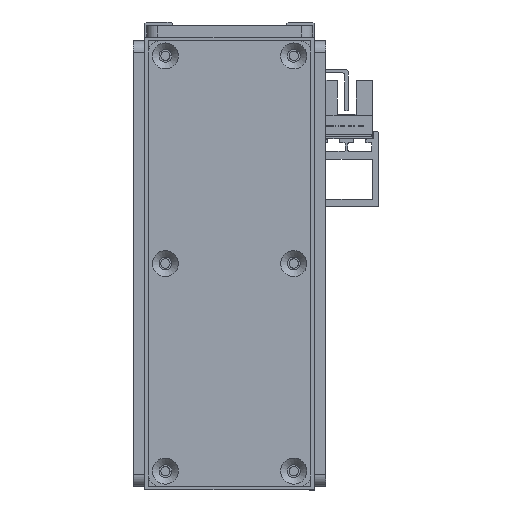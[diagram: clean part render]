
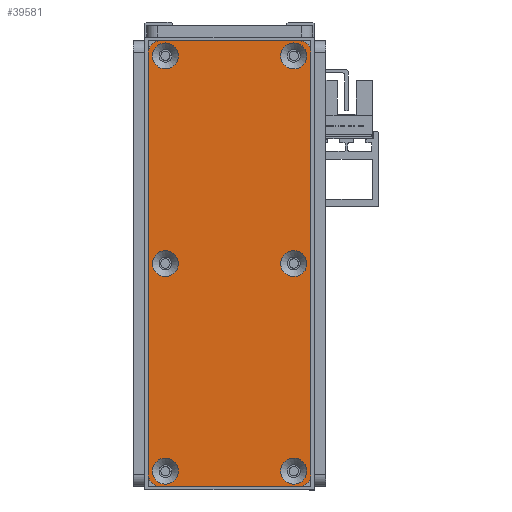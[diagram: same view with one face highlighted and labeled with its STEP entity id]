
A CAD part, front view. The second image highlights one B-rep face of the part: STEP entity #39581.
In plain terms, the highlighted face is planar.
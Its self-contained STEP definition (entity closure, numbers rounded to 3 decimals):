
#659=FACE_BOUND('',#5758,.T.);
#660=FACE_BOUND('',#5759,.T.);
#661=FACE_BOUND('',#5760,.T.);
#662=FACE_BOUND('',#5761,.T.);
#663=FACE_BOUND('',#5762,.T.);
#664=FACE_BOUND('',#5763,.T.);
#1265=PLANE('',#42748);
#3413=FACE_OUTER_BOUND('',#5757,.T.);
#5757=EDGE_LOOP('',(#31443,#31444,#31445,#31446,#31447,#31448,#31449,#31450));
#5758=EDGE_LOOP('',(#31451));
#5759=EDGE_LOOP('',(#31452));
#5760=EDGE_LOOP('',(#31453));
#5761=EDGE_LOOP('',(#31454));
#5762=EDGE_LOOP('',(#31455));
#5763=EDGE_LOOP('',(#31456));
#8576=LINE('',#61267,#13187);
#8580=LINE('',#61279,#13191);
#8584=LINE('',#61291,#13195);
#8588=LINE('',#61301,#13199);
#13187=VECTOR('',#48936,10.);
#13191=VECTOR('',#48948,10.);
#13195=VECTOR('',#48960,10.);
#13199=VECTOR('',#48972,10.);
#17047=CIRCLE('',#42702,3.45);
#17050=CIRCLE('',#42707,3.45);
#17053=CIRCLE('',#42712,3.45);
#17056=CIRCLE('',#42717,3.45);
#17059=CIRCLE('',#42722,3.45);
#17062=CIRCLE('',#42727,3.45);
#17066=CIRCLE('',#42733,3.);
#17068=CIRCLE('',#42737,3.);
#17070=CIRCLE('',#42741,3.);
#17072=CIRCLE('',#42745,3.);
#18824=VERTEX_POINT('',#61195);
#18827=VERTEX_POINT('',#61205);
#18830=VERTEX_POINT('',#61215);
#18833=VERTEX_POINT('',#61225);
#18836=VERTEX_POINT('',#61235);
#18839=VERTEX_POINT('',#61245);
#18844=VERTEX_POINT('',#61258);
#18845=VERTEX_POINT('',#61260);
#18847=VERTEX_POINT('',#61266);
#18849=VERTEX_POINT('',#61272);
#18851=VERTEX_POINT('',#61278);
#18853=VERTEX_POINT('',#61284);
#18855=VERTEX_POINT('',#61290);
#18857=VERTEX_POINT('',#61296);
#23374=EDGE_CURVE('',#18824,#18824,#17047,.T.);
#23379=EDGE_CURVE('',#18827,#18827,#17050,.T.);
#23384=EDGE_CURVE('',#18830,#18830,#17053,.T.);
#23389=EDGE_CURVE('',#18833,#18833,#17056,.T.);
#23394=EDGE_CURVE('',#18836,#18836,#17059,.T.);
#23399=EDGE_CURVE('',#18839,#18839,#17062,.T.);
#23406=EDGE_CURVE('',#18845,#18844,#17066,.T.);
#23409=EDGE_CURVE('',#18847,#18845,#8576,.T.);
#23412=EDGE_CURVE('',#18849,#18847,#17068,.T.);
#23415=EDGE_CURVE('',#18851,#18849,#8580,.T.);
#23418=EDGE_CURVE('',#18853,#18851,#17070,.T.);
#23421=EDGE_CURVE('',#18855,#18853,#8584,.T.);
#23424=EDGE_CURVE('',#18857,#18855,#17072,.T.);
#23427=EDGE_CURVE('',#18844,#18857,#8588,.T.);
#31443=ORIENTED_EDGE('',*,*,#23427,.T.);
#31444=ORIENTED_EDGE('',*,*,#23424,.T.);
#31445=ORIENTED_EDGE('',*,*,#23421,.T.);
#31446=ORIENTED_EDGE('',*,*,#23418,.T.);
#31447=ORIENTED_EDGE('',*,*,#23415,.T.);
#31448=ORIENTED_EDGE('',*,*,#23412,.T.);
#31449=ORIENTED_EDGE('',*,*,#23409,.T.);
#31450=ORIENTED_EDGE('',*,*,#23406,.T.);
#31451=ORIENTED_EDGE('',*,*,#23374,.T.);
#31452=ORIENTED_EDGE('',*,*,#23379,.T.);
#31453=ORIENTED_EDGE('',*,*,#23384,.T.);
#31454=ORIENTED_EDGE('',*,*,#23389,.T.);
#31455=ORIENTED_EDGE('',*,*,#23394,.T.);
#31456=ORIENTED_EDGE('',*,*,#23399,.T.);
#39581=ADVANCED_FACE('',(#3413,#659,#660,#661,#662,#663,#664),#1265,.T.);
#42702=AXIS2_PLACEMENT_3D('',#61196,#48855,#48856);
#42707=AXIS2_PLACEMENT_3D('',#61206,#48867,#48868);
#42712=AXIS2_PLACEMENT_3D('',#61216,#48879,#48880);
#42717=AXIS2_PLACEMENT_3D('',#61226,#48891,#48892);
#42722=AXIS2_PLACEMENT_3D('',#61236,#48903,#48904);
#42727=AXIS2_PLACEMENT_3D('',#61246,#48915,#48916);
#42733=AXIS2_PLACEMENT_3D('',#61261,#48930,#48931);
#42737=AXIS2_PLACEMENT_3D('',#61273,#48942,#48943);
#42741=AXIS2_PLACEMENT_3D('',#61285,#48954,#48955);
#42745=AXIS2_PLACEMENT_3D('',#61297,#48966,#48967);
#42748=AXIS2_PLACEMENT_3D('',#61303,#48975,#48976);
#48855=DIRECTION('center_axis',(0.,0.,-1.));
#48856=DIRECTION('ref_axis',(1.,0.,0.));
#48867=DIRECTION('center_axis',(0.,0.,-1.));
#48868=DIRECTION('ref_axis',(1.,0.,0.));
#48879=DIRECTION('center_axis',(0.,0.,-1.));
#48880=DIRECTION('ref_axis',(1.,0.,0.));
#48891=DIRECTION('center_axis',(0.,0.,-1.));
#48892=DIRECTION('ref_axis',(1.,0.,0.));
#48903=DIRECTION('center_axis',(0.,0.,-1.));
#48904=DIRECTION('ref_axis',(1.,0.,0.));
#48915=DIRECTION('center_axis',(0.,0.,-1.));
#48916=DIRECTION('ref_axis',(1.,0.,0.));
#48930=DIRECTION('center_axis',(0.,0.,1.));
#48931=DIRECTION('ref_axis',(-1.,0.,0.));
#48936=DIRECTION('',(0.,1.,0.));
#48942=DIRECTION('center_axis',(0.,0.,1.));
#48943=DIRECTION('ref_axis',(0.,1.,0.));
#48948=DIRECTION('',(1.,0.,0.));
#48954=DIRECTION('center_axis',(0.,0.,1.));
#48955=DIRECTION('ref_axis',(1.,0.,0.));
#48960=DIRECTION('',(0.,-1.,0.));
#48966=DIRECTION('center_axis',(0.,0.,1.));
#48967=DIRECTION('ref_axis',(0.,-1.,0.));
#48972=DIRECTION('',(-1.,0.,0.));
#48975=DIRECTION('center_axis',(0.,0.,1.));
#48976=DIRECTION('ref_axis',(1.,0.,0.));
#61195=CARTESIAN_POINT('',(110.55,4.5,3.));
#61196=CARTESIAN_POINT('Origin',(114.,4.5,3.));
#61205=CARTESIAN_POINT('',(55.55,38.5,3.));
#61206=CARTESIAN_POINT('Origin',(59.,38.5,3.));
#61215=CARTESIAN_POINT('',(55.55,4.5,3.));
#61216=CARTESIAN_POINT('Origin',(59.,4.5,3.));
#61225=CARTESIAN_POINT('',(0.55,38.5,3.));
#61226=CARTESIAN_POINT('Origin',(4.,38.5,3.));
#61235=CARTESIAN_POINT('',(110.55,38.5,3.));
#61236=CARTESIAN_POINT('Origin',(114.,38.5,3.));
#61245=CARTESIAN_POINT('',(0.55,4.5,3.));
#61246=CARTESIAN_POINT('Origin',(4.,4.5,3.));
#61258=CARTESIAN_POINT('',(115.,43.,3.));
#61260=CARTESIAN_POINT('',(118.,40.,3.));
#61261=CARTESIAN_POINT('Origin',(115.,40.,3.));
#61266=CARTESIAN_POINT('',(118.,3.,3.));
#61267=CARTESIAN_POINT('',(118.,40.,3.));
#61272=CARTESIAN_POINT('',(115.,0.,3.));
#61273=CARTESIAN_POINT('Origin',(115.,3.,3.));
#61278=CARTESIAN_POINT('',(3.,0.,3.));
#61279=CARTESIAN_POINT('',(115.,0.,3.));
#61284=CARTESIAN_POINT('',(0.,3.,3.));
#61285=CARTESIAN_POINT('Origin',(3.,3.,3.));
#61290=CARTESIAN_POINT('',(0.,40.,3.));
#61291=CARTESIAN_POINT('',(0.,3.,3.));
#61296=CARTESIAN_POINT('',(3.,43.,3.));
#61297=CARTESIAN_POINT('Origin',(3.,40.,3.));
#61301=CARTESIAN_POINT('',(3.,43.,3.));
#61303=CARTESIAN_POINT('Origin',(59.,21.5,3.));
